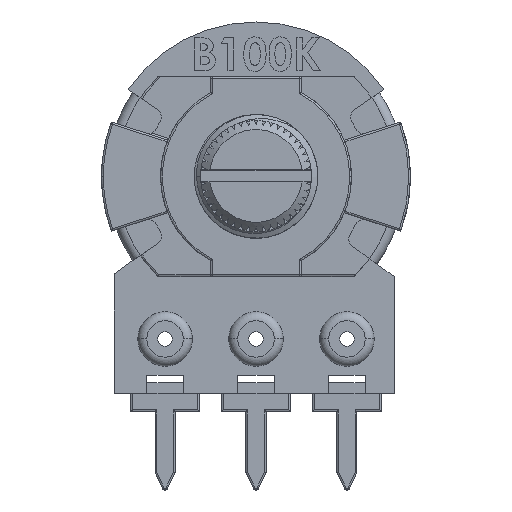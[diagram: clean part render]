
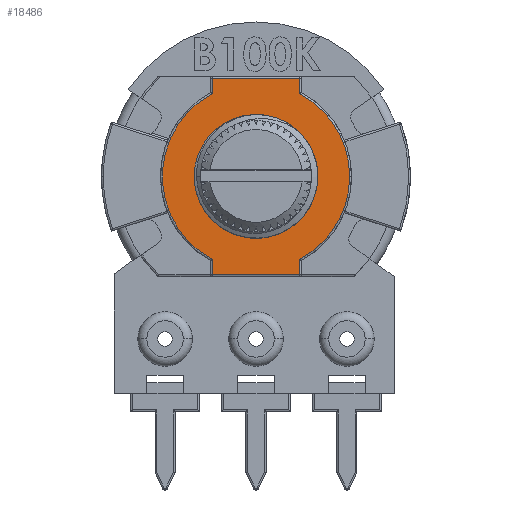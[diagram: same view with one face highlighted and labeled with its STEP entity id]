
A CAD part, top view. The second image highlights one B-rep face of the part: STEP entity #18486.
In plain terms, the highlighted planar face has unit normal (0, 0, 1).
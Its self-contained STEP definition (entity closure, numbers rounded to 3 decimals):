
#378 = DIRECTION ( 'NONE',  ( 0., 0., 1. ) ) ;
#442 = DIRECTION ( 'NONE',  ( 0., 1., 0. ) ) ;
#938 = CARTESIAN_POINT ( 'NONE',  ( 0., 0., 2.2 ) ) ;
#1189 = CARTESIAN_POINT ( 'NONE',  ( 0., -3.4, 2.2 ) ) ;
#1555 = EDGE_LOOP ( 'NONE', ( #4558, #8936, #7613, #2505, #9961, #12128, #14142, #10477, #8746 ) ) ;
#1671 = CARTESIAN_POINT ( 'NONE',  ( 2.5, -5.4, 2.2 ) ) ;
#1960 = VERTEX_POINT ( 'NONE', #3141 ) ;
#2048 = DIRECTION ( 'NONE',  ( 0., 0., 1. ) ) ;
#2469 = DIRECTION ( 'NONE',  ( 1., 0., 0. ) ) ;
#2505 = ORIENTED_EDGE ( 'NONE', *, *, #15551, .T. ) ;
#3141 = CARTESIAN_POINT ( 'NONE',  ( 2.4, 4.557, 2.2 ) ) ;
#3147 = DIRECTION ( 'NONE',  ( 0., 0., 1. ) ) ;
#3329 = CARTESIAN_POINT ( 'NONE',  ( 2.4, -4.557, 2.2 ) ) ;
#3512 = CARTESIAN_POINT ( 'NONE',  ( -2.4, 4.617, 2.2 ) ) ;
#3738 = EDGE_CURVE ( 'NONE', #7954, #16210, #9856, .T. ) ;
#3741 = CARTESIAN_POINT ( 'NONE',  ( 2.4, 5.4, 2.2 ) ) ;
#3852 = VERTEX_POINT ( 'NONE', #5073 ) ;
#3917 = VECTOR ( 'NONE', #442, 1000. ) ;
#3922 = AXIS2_PLACEMENT_3D ( 'NONE', #5447, #15819, #6960 ) ;
#4062 = CARTESIAN_POINT ( 'NONE',  ( 2.4, -5.4, 2.2 ) ) ;
#4109 = EDGE_CURVE ( 'NONE', #10769, #1960, #7248, .T. ) ;
#4193 = CARTESIAN_POINT ( 'NONE',  ( 2.4, -4.617, 2.2 ) ) ;
#4366 = EDGE_CURVE ( 'NONE', #16210, #19295, #16035, .T. ) ;
#4398 = DIRECTION ( 'NONE',  ( 0., -1., 0. ) ) ;
#4558 = ORIENTED_EDGE ( 'NONE', *, *, #13765, .T. ) ;
#5073 = CARTESIAN_POINT ( 'NONE',  ( -2.4, -4.557, 2.2 ) ) ;
#5320 = CIRCLE ( 'NONE', #3922, 5.15 ) ;
#5447 = CARTESIAN_POINT ( 'NONE',  ( 0., 0., 2.2 ) ) ;
#5853 = VECTOR ( 'NONE', #7690, 1000. ) ;
#6338 = CARTESIAN_POINT ( 'NONE',  ( -2.404, -2.404, 2.2 ) ) ;
#6544 = EDGE_CURVE ( 'NONE', #1960, #10001, #11822, .T. ) ;
#6597 = EDGE_CURVE ( 'NONE', #9749, #18470, #15767, .T. ) ;
#6790 = LINE ( 'NONE', #7464, #10266 ) ;
#6960 = DIRECTION ( 'NONE',  ( 1., 0., 0. ) ) ;
#7248 = CIRCLE ( 'NONE', #17895, 5.15 ) ;
#7401 = CARTESIAN_POINT ( 'NONE',  ( -2.4, -5.5, 2.2 ) ) ;
#7464 = CARTESIAN_POINT ( 'NONE',  ( -2.5, 5.4, 2.2 ) ) ;
#7613 = ORIENTED_EDGE ( 'NONE', *, *, #4366, .T. ) ;
#7690 = DIRECTION ( 'NONE',  ( 1., 0., 0. ) ) ;
#7912 = DIRECTION ( 'NONE',  ( 1., 0., 0. ) ) ;
#7954 = VERTEX_POINT ( 'NONE', #15683 ) ;
#7975 = ORIENTED_EDGE ( 'NONE', *, *, #15359, .F. ) ;
#8423 = AXIS2_PLACEMENT_3D ( 'NONE', #9365, #378, #10859 ) ;
#8629 = CIRCLE ( 'NONE', #11991, 5.15 ) ;
#8634 = VECTOR ( 'NONE', #14605, 1000. ) ;
#8746 = ORIENTED_EDGE ( 'NONE', *, *, #16152, .T. ) ;
#8936 = ORIENTED_EDGE ( 'NONE', *, *, #3738, .T. ) ;
#9158 = ORIENTED_EDGE ( 'NONE', *, *, #6597, .F. ) ;
#9163 = LINE ( 'NONE', #7401, #16099 ) ;
#9365 = CARTESIAN_POINT ( 'NONE',  ( 0., 0., 2.2 ) ) ;
#9656 = LINE ( 'NONE', #3512, #17020 ) ;
#9749 = VERTEX_POINT ( 'NONE', #1189 ) ;
#9856 = LINE ( 'NONE', #1671, #5853 ) ;
#9961 = ORIENTED_EDGE ( 'NONE', *, *, #4109, .T. ) ;
#10001 = VERTEX_POINT ( 'NONE', #3741 ) ;
#10266 = VECTOR ( 'NONE', #16315, 1000. ) ;
#10390 = CARTESIAN_POINT ( 'NONE',  ( -2.4, 5.4, 2.2 ) ) ;
#10477 = ORIENTED_EDGE ( 'NONE', *, *, #18922, .T. ) ;
#10561 = FACE_BOUND ( 'NONE', #14939, .T. ) ;
#10769 = VERTEX_POINT ( 'NONE', #11691 ) ;
#10859 = DIRECTION ( 'NONE',  ( 1., 0., 0. ) ) ;
#10929 = CARTESIAN_POINT ( 'NONE',  ( 2.4, 5.5, 2.2 ) ) ;
#10987 = CARTESIAN_POINT ( 'NONE',  ( 0., 0., 2.2 ) ) ;
#11402 = DIRECTION ( 'NONE',  ( 0., 0., 1. ) ) ;
#11691 = CARTESIAN_POINT ( 'NONE',  ( 5.15, 0., 2.2 ) ) ;
#11822 = LINE ( 'NONE', #10929, #3917 ) ;
#11991 = AXIS2_PLACEMENT_3D ( 'NONE', #938, #11402, #2469 ) ;
#12064 = CARTESIAN_POINT ( 'NONE',  ( 0., 0., 2.2 ) ) ;
#12128 = ORIENTED_EDGE ( 'NONE', *, *, #6544, .T. ) ;
#12295 = PLANE ( 'NONE',  #15953 ) ;
#12441 = DIRECTION ( 'NONE',  ( 1., 0., 0. ) ) ;
#13544 = DIRECTION ( 'NONE',  ( 1., 0., 0. ) ) ;
#13765 = EDGE_CURVE ( 'NONE', #3852, #7954, #9163, .T. ) ;
#13774 = VERTEX_POINT ( 'NONE', #10390 ) ;
#13795 = CARTESIAN_POINT ( 'NONE',  ( 0., 0., 2.2 ) ) ;
#14035 = CARTESIAN_POINT ( 'NONE',  ( -2.4, 4.557, 2.2 ) ) ;
#14142 = ORIENTED_EDGE ( 'NONE', *, *, #15281, .T. ) ;
#14605 = DIRECTION ( 'NONE',  ( 0., 1., 0. ) ) ;
#14939 = EDGE_LOOP ( 'NONE', ( #9158, #7975 ) ) ;
#14962 = VERTEX_POINT ( 'NONE', #14035 ) ;
#15281 = EDGE_CURVE ( 'NONE', #10001, #13774, #6790, .T. ) ;
#15359 = EDGE_CURVE ( 'NONE', #18470, #9749, #17648, .T. ) ;
#15551 = EDGE_CURVE ( 'NONE', #19295, #10769, #8629, .T. ) ;
#15683 = CARTESIAN_POINT ( 'NONE',  ( -2.4, -5.4, 2.2 ) ) ;
#15767 = CIRCLE ( 'NONE', #17908, 3.4 ) ;
#15819 = DIRECTION ( 'NONE',  ( 0., 0., 1. ) ) ;
#15953 = AXIS2_PLACEMENT_3D ( 'NONE', #13795, #16764, #7912 ) ;
#16035 = LINE ( 'NONE', #4193, #8634 ) ;
#16099 = VECTOR ( 'NONE', #4398, 1000. ) ;
#16152 = EDGE_CURVE ( 'NONE', #14962, #3852, #5320, .T. ) ;
#16210 = VERTEX_POINT ( 'NONE', #4062 ) ;
#16315 = DIRECTION ( 'NONE',  ( -1., 0., 0. ) ) ;
#16764 = DIRECTION ( 'NONE',  ( 0., 0., 1. ) ) ;
#16888 = DIRECTION ( 'NONE',  ( 0., -1., 0. ) ) ;
#17020 = VECTOR ( 'NONE', #16888, 1000. ) ;
#17648 = CIRCLE ( 'NONE', #8423, 3.4 ) ;
#17895 = AXIS2_PLACEMENT_3D ( 'NONE', #12064, #3147, #13544 ) ;
#17908 = AXIS2_PLACEMENT_3D ( 'NONE', #10987, #2048, #12441 ) ;
#18470 = VERTEX_POINT ( 'NONE', #6338 ) ;
#18486 = ADVANCED_FACE ( 'NONE', ( #18913, #10561 ), #12295, .T. ) ;
#18913 = FACE_OUTER_BOUND ( 'NONE', #1555, .T. ) ;
#18922 = EDGE_CURVE ( 'NONE', #13774, #14962, #9656, .T. ) ;
#19295 = VERTEX_POINT ( 'NONE', #3329 ) ;
